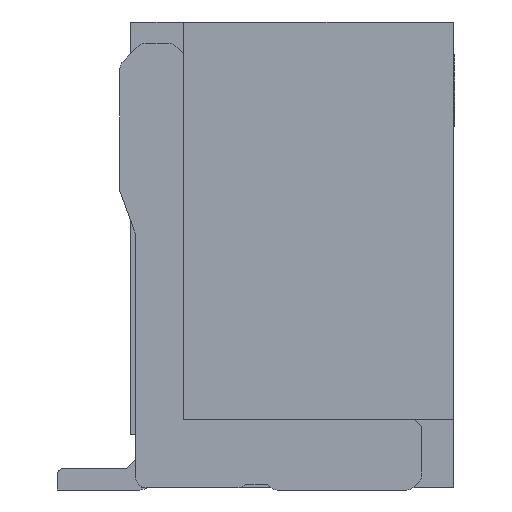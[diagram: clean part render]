
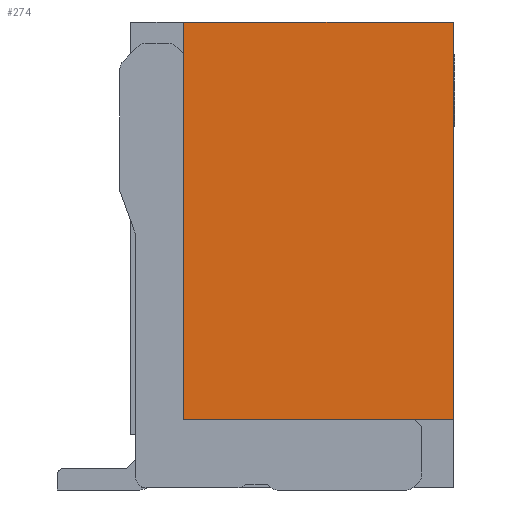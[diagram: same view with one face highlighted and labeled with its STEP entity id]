
A CAD part, left-side view. The second image highlights one B-rep face of the part: STEP entity #274.
In plain terms, the highlighted planar face has unit normal (-1, 0, 0).
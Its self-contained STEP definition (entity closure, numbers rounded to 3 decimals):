
#274 = ADVANCED_FACE ( 'NONE', ( #15733 ), #19894, .F. ) ;
#1117 = ORIENTED_EDGE ( 'NONE', *, *, #19051, .F. ) ;
#1324 = LINE ( 'NONE', #15536, #19908 ) ;
#2378 = CARTESIAN_POINT ( 'NONE',  ( -2.175, 0.68, 4.4 ) ) ;
#2772 = EDGE_LOOP ( 'NONE', ( #14438, #6588, #1117, #14214 ) ) ;
#2946 = CARTESIAN_POINT ( 'NONE',  ( -2.175, 0.68, 0.65 ) ) ;
#3205 = VECTOR ( 'NONE', #10314, 1000. ) ;
#3255 = EDGE_CURVE ( 'NONE', #10496, #17892, #18170, .T. ) ;
#3868 = DIRECTION ( 'NONE',  ( 0., 0., -1. ) ) ;
#4062 = CARTESIAN_POINT ( 'NONE',  ( -2.175, -1.87, 4.4 ) ) ;
#4593 = DIRECTION ( 'NONE',  ( 1., 0., 0. ) ) ;
#6107 = CARTESIAN_POINT ( 'NONE',  ( -2.175, -1.87, 0.65 ) ) ;
#6588 = ORIENTED_EDGE ( 'NONE', *, *, #13307, .T. ) ;
#7700 = VERTEX_POINT ( 'NONE', #2946 ) ;
#10314 = DIRECTION ( 'NONE',  ( 0., 0., -1. ) ) ;
#10496 = VERTEX_POINT ( 'NONE', #2378 ) ;
#10566 = VERTEX_POINT ( 'NONE', #6107 ) ;
#11525 = VECTOR ( 'NONE', #13619, 1000. ) ;
#12825 = LINE ( 'NONE', #18997, #17945 ) ;
#13307 = EDGE_CURVE ( 'NONE', #7700, #10566, #1324, .T. ) ;
#13619 = DIRECTION ( 'NONE',  ( 0., -1., 0. ) ) ;
#13742 = CARTESIAN_POINT ( 'NONE',  ( -2.175, -1.87, 4.4 ) ) ;
#13759 = AXIS2_PLACEMENT_3D ( 'NONE', #18657, #4593, #15338 ) ;
#14214 = ORIENTED_EDGE ( 'NONE', *, *, #3255, .F. ) ;
#14438 = ORIENTED_EDGE ( 'NONE', *, *, #16501, .T. ) ;
#15033 = LINE ( 'NONE', #4062, #3205 ) ;
#15338 = DIRECTION ( 'NONE',  ( 0., 0., 1. ) ) ;
#15536 = CARTESIAN_POINT ( 'NONE',  ( -2.175, 0.68, 0.65 ) ) ;
#15627 = DIRECTION ( 'NONE',  ( 0., -1., 0. ) ) ;
#15733 = FACE_OUTER_BOUND ( 'NONE', #2772, .T. ) ;
#16501 = EDGE_CURVE ( 'NONE', #10496, #7700, #12825, .T. ) ;
#16652 = CARTESIAN_POINT ( 'NONE',  ( -2.175, -1.87, 4.4 ) ) ;
#17892 = VERTEX_POINT ( 'NONE', #13742 ) ;
#17945 = VECTOR ( 'NONE', #3868, 1000. ) ;
#18170 = LINE ( 'NONE', #16652, #11525 ) ;
#18657 = CARTESIAN_POINT ( 'NONE',  ( -2.175, -1.87, 4.4 ) ) ;
#18997 = CARTESIAN_POINT ( 'NONE',  ( -2.175, 0.68, 4.4 ) ) ;
#19051 = EDGE_CURVE ( 'NONE', #17892, #10566, #15033, .T. ) ;
#19894 = PLANE ( 'NONE',  #13759 ) ;
#19908 = VECTOR ( 'NONE', #15627, 1000. ) ;
